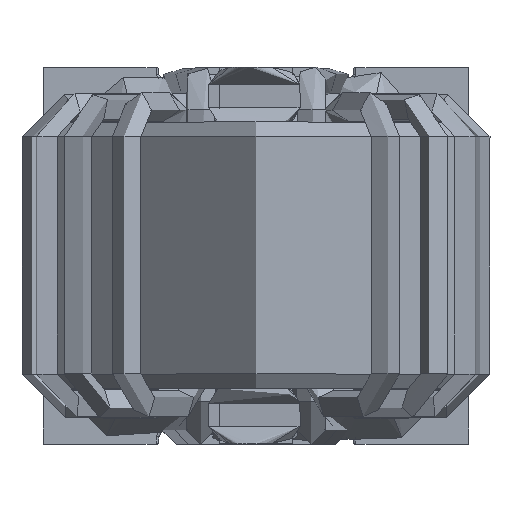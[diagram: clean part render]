
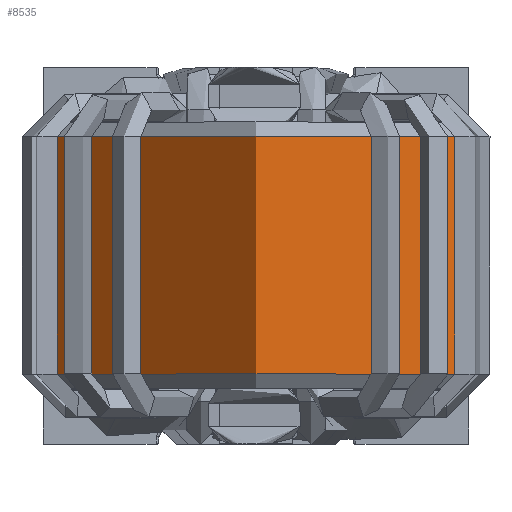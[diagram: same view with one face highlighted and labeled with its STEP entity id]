
A CAD part, top view. The second image highlights one B-rep face of the part: STEP entity #8535.
In plain terms, the highlighted cylindrical face has radius 7.075 mm (diameter 14.15 mm), a full revolution.
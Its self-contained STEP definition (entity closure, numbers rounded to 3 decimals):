
#337=CYLINDRICAL_SURFACE('',#9148,7.075);
#1846=ORIENTED_EDGE('',*,*,#3082,.T.);
#1847=ORIENTED_EDGE('',*,*,#3083,.T.);
#3082=EDGE_CURVE('',#3757,#3757,#4239,.F.);
#3083=EDGE_CURVE('',#3758,#3758,#4240,.T.);
#3757=VERTEX_POINT('',#12879);
#3758=VERTEX_POINT('',#12881);
#4239=CIRCLE('',#9149,7.075);
#4240=CIRCLE('',#9150,7.075);
#4602=EDGE_LOOP('',(#1846));
#4603=EDGE_LOOP('',(#1847));
#5163=FACE_BOUND('',#4602,.T.);
#5164=FACE_BOUND('',#4603,.T.);
#8535=ADVANCED_FACE('',(#5163,#5164),#337,.T.);
#9148=AXIS2_PLACEMENT_3D('',#12877,#10295,#10296);
#9149=AXIS2_PLACEMENT_3D('',#12878,#10297,#10298);
#9150=AXIS2_PLACEMENT_3D('',#12880,#10299,#10300);
#10295=DIRECTION('',(0.,1.,0.));
#10296=DIRECTION('',(0.,0.,1.));
#10297=DIRECTION('',(0.,1.,0.));
#10298=DIRECTION('',(0.,0.,1.));
#10299=DIRECTION('',(0.,1.,0.));
#10300=DIRECTION('',(0.,0.,1.));
#12877=CARTESIAN_POINT('',(0.,-4.6,7.575));
#12878=CARTESIAN_POINT('',(0.,4.1,7.575));
#12879=CARTESIAN_POINT('',(0.,4.1,14.65));
#12880=CARTESIAN_POINT('',(0.,-4.1,7.575));
#12881=CARTESIAN_POINT('',(0.,-4.1,14.65));
